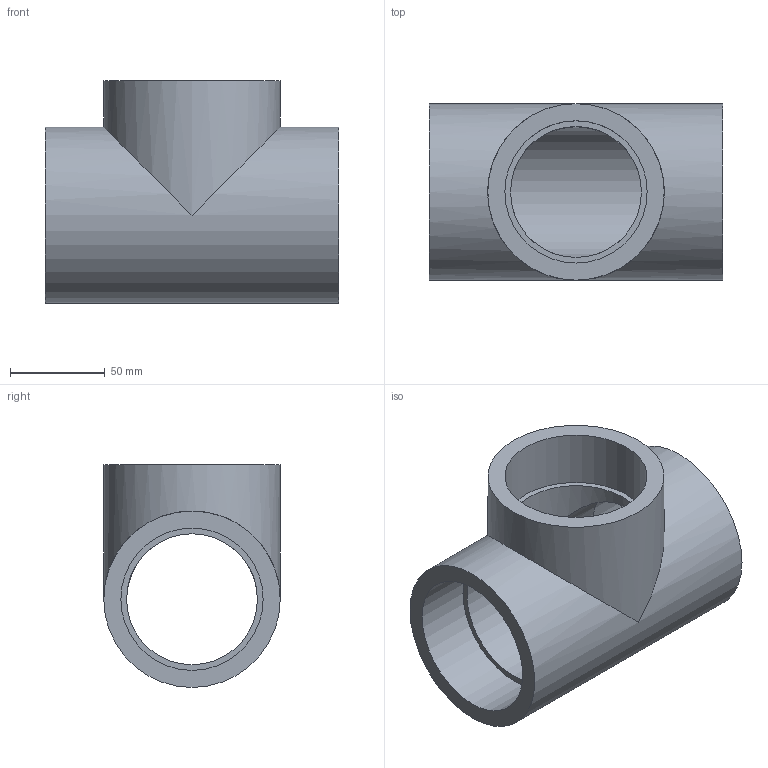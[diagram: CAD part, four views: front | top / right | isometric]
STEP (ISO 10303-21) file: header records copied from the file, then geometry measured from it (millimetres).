
FILE_DESCRIPTION( ( 'STEP AP214' ), '1' );
FILE_NAME( 'AGRU_11056007507_Tee_PPR grey_75 - MOP 16 bar (architecture400).stp', '2022-03-10T06:58:07', ( 'License CC BY-ND 4.0' ), ( 'CADENAS' ), ' ', 'PARTsolutions', ' ' );
FILE_SCHEMA( ( 'AUTOMOTIVE_DESIGN { 1 0 10303 214 1 1 1 1 }' ) );
Length unit declared in the file: millimetre
Products named in the file (1): _AGRU_11056007507_Tee_PPR grey_75 - MOP 16 bar (architecture400)
Bounding box: 154.5 x 93 x 117.5 mm (x, y, z)
Volume: 467886.8 mm3; surface area: 98831.2 mm2
Topology: 1 solids, 1 shells, 13 faces, 26 edges, 18 vertices
Faces by surface type: cylinder 7, plane 6
Full cylindrical faces by diameter (mm): 69 x2, 75 x3, 93 x2
Entity records: 422 total; most frequent: DIRECTION 60, CARTESIAN_POINT 46, ORIENTED_EDGE 32, AXIS2_PLACEMENT_3D 30, EDGE_LOOP 28, FACE_OUTER_BOUND 20, EDGE_CURVE 16, VERTEX_POINT 16
